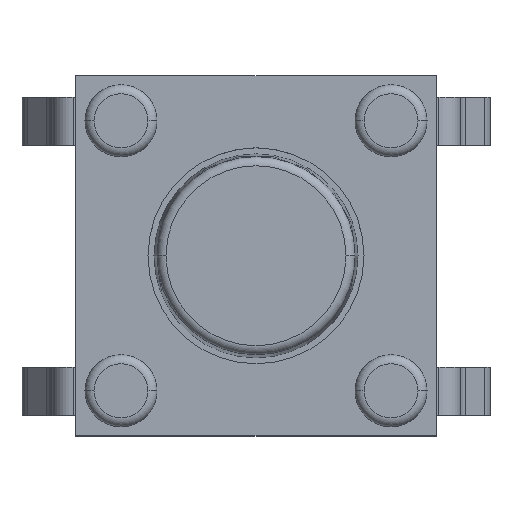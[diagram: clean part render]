
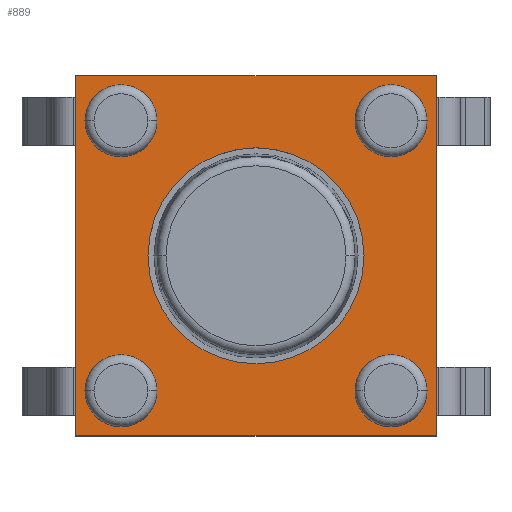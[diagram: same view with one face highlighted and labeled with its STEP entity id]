
A CAD part, top view. The second image highlights one B-rep face of the part: STEP entity #889.
In plain terms, the highlighted planar face has unit normal (0, 0, 1).
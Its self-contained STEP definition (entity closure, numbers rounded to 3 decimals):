
#245 = CIRCLE ( 'NONE', #7897, 0.6 ) ;
#296 = DIRECTION ( 'NONE',  ( -1., 0., 0. ) ) ;
#379 = VERTEX_POINT ( 'NONE', #14000 ) ;
#662 = ORIENTED_EDGE ( 'NONE', *, *, #18679, .F. ) ;
#689 = CARTESIAN_POINT ( 'NONE',  ( -2.25, -2.25, 3.5 ) ) ;
#769 = DIRECTION ( 'NONE',  ( -1., 0., 0. ) ) ;
#826 = CARTESIAN_POINT ( 'NONE',  ( 2.25, -2.25, 3.5 ) ) ;
#831 = CARTESIAN_POINT ( 'NONE',  ( -3., -3., 3.5 ) ) ;
#889 = ADVANCED_FACE ( 'NONE', ( #2862, #22101, #4596, #13386, #9865, #4943 ), #15116, .F. ) ;
#1127 = CARTESIAN_POINT ( 'NONE',  ( 3., -3., 3.5 ) ) ;
#1131 = EDGE_CURVE ( 'NONE', #5577, #8871, #15956, .T. ) ;
#1181 = CIRCLE ( 'NONE', #1548, 0.6 ) ;
#1464 = EDGE_LOOP ( 'NONE', ( #16096, #5485 ) ) ;
#1548 = AXIS2_PLACEMENT_3D ( 'NONE', #11935, #6511, #769 ) ;
#1660 = EDGE_CURVE ( 'NONE', #21536, #379, #21726, .T. ) ;
#1819 = EDGE_CURVE ( 'NONE', #5114, #10446, #1181, .T. ) ;
#2029 = ORIENTED_EDGE ( 'NONE', *, *, #9610, .F. ) ;
#2099 = EDGE_LOOP ( 'NONE', ( #17385, #662 ) ) ;
#2165 = VECTOR ( 'NONE', #18277, 1000. ) ;
#2712 = LINE ( 'NONE', #1127, #2165 ) ;
#2804 = VERTEX_POINT ( 'NONE', #6270 ) ;
#2840 = ORIENTED_EDGE ( 'NONE', *, *, #1660, .T. ) ;
#2862 = FACE_BOUND ( 'NONE', #1464, .T. ) ;
#3375 = AXIS2_PLACEMENT_3D ( 'NONE', #16338, #10844, #19859 ) ;
#3660 = VERTEX_POINT ( 'NONE', #15740 ) ;
#3732 = CIRCLE ( 'NONE', #12462, 0.6 ) ;
#4176 = CARTESIAN_POINT ( 'NONE',  ( -3., 3., 3.5 ) ) ;
#4199 = EDGE_CURVE ( 'NONE', #2804, #13389, #7724, .T. ) ;
#4242 = DIRECTION ( 'NONE',  ( -1., 0., 0. ) ) ;
#4524 = ORIENTED_EDGE ( 'NONE', *, *, #16530, .F. ) ;
#4596 = FACE_BOUND ( 'NONE', #13997, .T. ) ;
#4943 = FACE_OUTER_BOUND ( 'NONE', #20669, .T. ) ;
#5059 = CARTESIAN_POINT ( 'NONE',  ( -2.25, 2.25, 3.5 ) ) ;
#5114 = VERTEX_POINT ( 'NONE', #20041 ) ;
#5485 = ORIENTED_EDGE ( 'NONE', *, *, #15560, .F. ) ;
#5577 = VERTEX_POINT ( 'NONE', #19878 ) ;
#5863 = DIRECTION ( 'NONE',  ( 1., 0., 0. ) ) ;
#5903 = DIRECTION ( 'NONE',  ( 0., 0., 1. ) ) ;
#6270 = CARTESIAN_POINT ( 'NONE',  ( 1.65, -2.25, 3.5 ) ) ;
#6345 = CARTESIAN_POINT ( 'NONE',  ( 0., 0., 3.5 ) ) ;
#6445 = VECTOR ( 'NONE', #15983, 1000. ) ;
#6511 = DIRECTION ( 'NONE',  ( 0., 0., 1. ) ) ;
#6607 = AXIS2_PLACEMENT_3D ( 'NONE', #6345, #20352, #11562 ) ;
#7126 = LINE ( 'NONE', #7335, #6445 ) ;
#7335 = CARTESIAN_POINT ( 'NONE',  ( -3., -3., 3.5 ) ) ;
#7648 = DIRECTION ( 'NONE',  ( -1., 0., 0. ) ) ;
#7691 = CARTESIAN_POINT ( 'NONE',  ( 1.8, 0., 3.5 ) ) ;
#7724 = CIRCLE ( 'NONE', #17217, 0.6 ) ;
#7897 = AXIS2_PLACEMENT_3D ( 'NONE', #689, #18089, #16375 ) ;
#7971 = DIRECTION ( 'NONE',  ( -1., 0., 0. ) ) ;
#8170 = CARTESIAN_POINT ( 'NONE',  ( -2.25, 2.25, 3.5 ) ) ;
#8630 = DIRECTION ( 'NONE',  ( 0., 0., 1. ) ) ;
#8834 = DIRECTION ( 'NONE',  ( -1., 0., 0. ) ) ;
#8871 = VERTEX_POINT ( 'NONE', #16618 ) ;
#8950 = CARTESIAN_POINT ( 'NONE',  ( 2.85, 2.25, 3.5 ) ) ;
#9188 = EDGE_CURVE ( 'NONE', #379, #5577, #2712, .T. ) ;
#9249 = ORIENTED_EDGE ( 'NONE', *, *, #15991, .F. ) ;
#9595 = ORIENTED_EDGE ( 'NONE', *, *, #14750, .T. ) ;
#9610 = EDGE_CURVE ( 'NONE', #22197, #12282, #245, .T. ) ;
#9865 = FACE_BOUND ( 'NONE', #15201, .T. ) ;
#10446 = VERTEX_POINT ( 'NONE', #8950 ) ;
#10844 = DIRECTION ( 'NONE',  ( 0., 0., -1. ) ) ;
#10958 = CIRCLE ( 'NONE', #16808, 0.6 ) ;
#11335 = DIRECTION ( 'NONE',  ( -1., 0., 0. ) ) ;
#11482 = DIRECTION ( 'NONE',  ( 0., 0., 1. ) ) ;
#11562 = DIRECTION ( 'NONE',  ( 1., 0., 0. ) ) ;
#11902 = DIRECTION ( 'NONE',  ( 1., 0., 0. ) ) ;
#11935 = CARTESIAN_POINT ( 'NONE',  ( 2.25, 2.25, 3.5 ) ) ;
#11997 = DIRECTION ( 'NONE',  ( 0., 0., 1. ) ) ;
#12028 = CIRCLE ( 'NONE', #16426, 0.6 ) ;
#12282 = VERTEX_POINT ( 'NONE', #14090 ) ;
#12462 = AXIS2_PLACEMENT_3D ( 'NONE', #8170, #17074, #15115 ) ;
#13264 = ORIENTED_EDGE ( 'NONE', *, *, #1131, .T. ) ;
#13386 = FACE_BOUND ( 'NONE', #2099, .T. ) ;
#13389 = VERTEX_POINT ( 'NONE', #17200 ) ;
#13457 = VECTOR ( 'NONE', #5863, 1000. ) ;
#13530 = AXIS2_PLACEMENT_3D ( 'NONE', #20113, #14749, #4242 ) ;
#13617 = CARTESIAN_POINT ( 'NONE',  ( 0., 0., 3.5 ) ) ;
#13751 = ORIENTED_EDGE ( 'NONE', *, *, #15652, .F. ) ;
#13828 = CARTESIAN_POINT ( 'NONE',  ( -2.85, 2.25, 3.5 ) ) ;
#13842 = CIRCLE ( 'NONE', #6607, 1.8 ) ;
#13853 = CARTESIAN_POINT ( 'NONE',  ( -1.8, 0., 3.5 ) ) ;
#13997 = EDGE_LOOP ( 'NONE', ( #18101, #9249 ) ) ;
#14000 = CARTESIAN_POINT ( 'NONE',  ( 3., -3., 3.5 ) ) ;
#14090 = CARTESIAN_POINT ( 'NONE',  ( -1.65, -2.25, 3.5 ) ) ;
#14444 = AXIS2_PLACEMENT_3D ( 'NONE', #5059, #11997, #8834 ) ;
#14698 = AXIS2_PLACEMENT_3D ( 'NONE', #13617, #8630, #11902 ) ;
#14749 = DIRECTION ( 'NONE',  ( 0., 0., 1. ) ) ;
#14750 = EDGE_CURVE ( 'NONE', #8871, #21536, #7126, .T. ) ;
#14924 = CARTESIAN_POINT ( 'NONE',  ( 2.25, 2.25, 3.5 ) ) ;
#15115 = DIRECTION ( 'NONE',  ( -1., 0., 0. ) ) ;
#15116 = PLANE ( 'NONE',  #3375 ) ;
#15201 = EDGE_LOOP ( 'NONE', ( #21006, #13751 ) ) ;
#15560 = EDGE_CURVE ( 'NONE', #13389, #2804, #12028, .T. ) ;
#15652 = EDGE_CURVE ( 'NONE', #19938, #19912, #13842, .T. ) ;
#15740 = CARTESIAN_POINT ( 'NONE',  ( -1.65, 2.25, 3.5 ) ) ;
#15956 = LINE ( 'NONE', #4176, #20540 ) ;
#15983 = DIRECTION ( 'NONE',  ( 0., -1., 0. ) ) ;
#15991 = EDGE_CURVE ( 'NONE', #10446, #5114, #10958, .T. ) ;
#16096 = ORIENTED_EDGE ( 'NONE', *, *, #4199, .F. ) ;
#16338 = CARTESIAN_POINT ( 'NONE',  ( 0., 0., 3.5 ) ) ;
#16375 = DIRECTION ( 'NONE',  ( -1., 0., 0. ) ) ;
#16426 = AXIS2_PLACEMENT_3D ( 'NONE', #826, #20136, #11335 ) ;
#16530 = EDGE_CURVE ( 'NONE', #12282, #22197, #20457, .T. ) ;
#16618 = CARTESIAN_POINT ( 'NONE',  ( -3., 3., 3.5 ) ) ;
#16808 = AXIS2_PLACEMENT_3D ( 'NONE', #14924, #11482, #7648 ) ;
#17074 = DIRECTION ( 'NONE',  ( 0., 0., 1. ) ) ;
#17200 = CARTESIAN_POINT ( 'NONE',  ( 2.85, -2.25, 3.5 ) ) ;
#17217 = AXIS2_PLACEMENT_3D ( 'NONE', #21527, #5903, #7971 ) ;
#17385 = ORIENTED_EDGE ( 'NONE', *, *, #20881, .F. ) ;
#18077 = CARTESIAN_POINT ( 'NONE',  ( -3., -3., 3.5 ) ) ;
#18089 = DIRECTION ( 'NONE',  ( 0., 0., 1. ) ) ;
#18101 = ORIENTED_EDGE ( 'NONE', *, *, #1819, .F. ) ;
#18277 = DIRECTION ( 'NONE',  ( 0., 1., 0. ) ) ;
#18555 = EDGE_LOOP ( 'NONE', ( #2029, #4524 ) ) ;
#18679 = EDGE_CURVE ( 'NONE', #3660, #20825, #18836, .T. ) ;
#18734 = CIRCLE ( 'NONE', #14698, 1.8 ) ;
#18836 = CIRCLE ( 'NONE', #14444, 0.6 ) ;
#19827 = ORIENTED_EDGE ( 'NONE', *, *, #9188, .T. ) ;
#19859 = DIRECTION ( 'NONE',  ( -1., 0., 0. ) ) ;
#19878 = CARTESIAN_POINT ( 'NONE',  ( 3., 3., 3.5 ) ) ;
#19912 = VERTEX_POINT ( 'NONE', #7691 ) ;
#19938 = VERTEX_POINT ( 'NONE', #13853 ) ;
#20041 = CARTESIAN_POINT ( 'NONE',  ( 1.65, 2.25, 3.5 ) ) ;
#20113 = CARTESIAN_POINT ( 'NONE',  ( -2.25, -2.25, 3.5 ) ) ;
#20136 = DIRECTION ( 'NONE',  ( 0., 0., 1. ) ) ;
#20352 = DIRECTION ( 'NONE',  ( 0., 0., 1. ) ) ;
#20457 = CIRCLE ( 'NONE', #13530, 0.6 ) ;
#20540 = VECTOR ( 'NONE', #296, 1000. ) ;
#20669 = EDGE_LOOP ( 'NONE', ( #19827, #13264, #9595, #2840 ) ) ;
#20825 = VERTEX_POINT ( 'NONE', #13828 ) ;
#20881 = EDGE_CURVE ( 'NONE', #20825, #3660, #3732, .T. ) ;
#21006 = ORIENTED_EDGE ( 'NONE', *, *, #21619, .F. ) ;
#21527 = CARTESIAN_POINT ( 'NONE',  ( 2.25, -2.25, 3.5 ) ) ;
#21536 = VERTEX_POINT ( 'NONE', #831 ) ;
#21619 = EDGE_CURVE ( 'NONE', #19912, #19938, #18734, .T. ) ;
#21726 = LINE ( 'NONE', #18077, #13457 ) ;
#22101 = FACE_BOUND ( 'NONE', #18555, .T. ) ;
#22197 = VERTEX_POINT ( 'NONE', #22257 ) ;
#22257 = CARTESIAN_POINT ( 'NONE',  ( -2.85, -2.25, 3.5 ) ) ;
